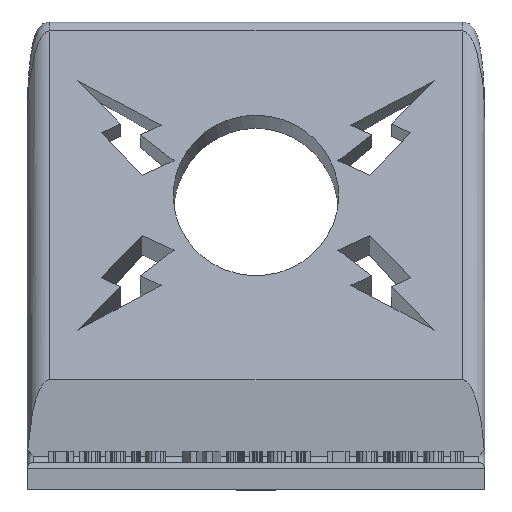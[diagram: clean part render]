
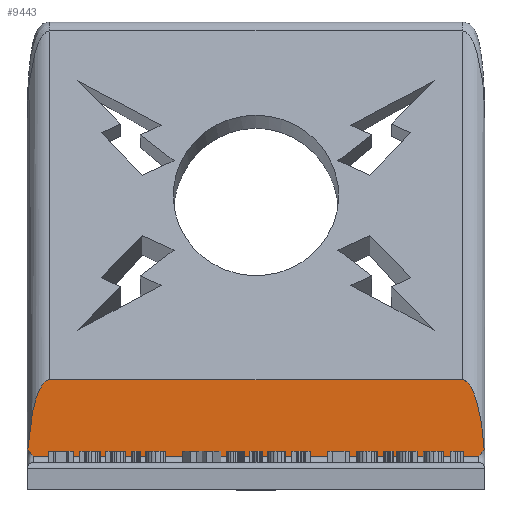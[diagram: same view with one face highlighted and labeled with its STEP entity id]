
A CAD part, front view. The second image highlights one B-rep face of the part: STEP entity #9443.
In plain terms, the highlighted planar face has unit normal (0, -1, 0).
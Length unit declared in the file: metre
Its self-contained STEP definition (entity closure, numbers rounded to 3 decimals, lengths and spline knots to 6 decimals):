
#629=B_SPLINE_CURVE_WITH_KNOTS('',3,(#12936,#12937,#12938,#12939),
 .UNSPECIFIED.,.F.,.F.,(4,4),(0.000664,0.002386),
 .UNSPECIFIED.);
#630=B_SPLINE_CURVE_WITH_KNOTS('',3,(#12945,#12946,#12947,#12948),
 .UNSPECIFIED.,.F.,.F.,(4,4),(0.000664,0.002386),
 .UNSPECIFIED.);
#1048=ELLIPSE('',#9997,0.016602,0.004109);
#1049=ELLIPSE('',#9998,0.016602,0.004109);
#1535=ORIENTED_EDGE('',*,*,#4507,.T.);
#1536=ORIENTED_EDGE('',*,*,#4508,.T.);
#1537=ORIENTED_EDGE('',*,*,#4107,.F.);
#1538=ORIENTED_EDGE('',*,*,#4509,.T.);
#1539=ORIENTED_EDGE('',*,*,#4510,.T.);
#1540=ORIENTED_EDGE('',*,*,#4511,.T.);
#4107=EDGE_CURVE('',#5599,#5596,#6584,.T.);
#4507=EDGE_CURVE('',#5989,#5990,#629,.F.);
#4508=EDGE_CURVE('',#5990,#5596,#1048,.F.);
#4509=EDGE_CURVE('',#5599,#5991,#1049,.F.);
#4510=EDGE_CURVE('',#5991,#5992,#630,.T.);
#4511=EDGE_CURVE('',#5992,#5989,#6744,.F.);
#5596=VERTEX_POINT('',#11658);
#5599=VERTEX_POINT('',#11663);
#5989=VERTEX_POINT('',#12940);
#5990=VERTEX_POINT('',#12941);
#5991=VERTEX_POINT('',#12944);
#5992=VERTEX_POINT('',#12949);
#6584=LINE('',#11664,#7380);
#6744=LINE('',#12950,#7540);
#7380=VECTOR('',#10298,1.);
#7540=VECTOR('',#10500,1.);
#8158=EDGE_LOOP('',(#1535,#1536,#1537,#1538,#1539,#1540));
#8725=FACE_BOUND('',#8158,.T.);
#9265=PLANE('',#9996);
#9443=ADVANCED_FACE('',(#8725),#9265,.F.);
#9996=AXIS2_PLACEMENT_3D('',#12935,#10494,#10495);
#9997=AXIS2_PLACEMENT_3D('',#12942,#10496,#10497);
#9998=AXIS2_PLACEMENT_3D('',#12943,#10498,#10499);
#10298=DIRECTION('',(1.,0.,0.));
#10494=DIRECTION('',(0.,1.,0.));
#10495=DIRECTION('',(0.,0.,1.));
#10496=DIRECTION('',(0.,1.,0.));
#10497=DIRECTION('',(0.,0.,-1.));
#10498=DIRECTION('',(0.,1.,0.));
#10499=DIRECTION('',(0.,0.,1.));
#10500=DIRECTION('',(-1.,0.,0.));
#11658=CARTESIAN_POINT('',(0.078892,-0.020433,0.02));
#11663=CARTESIAN_POINT('',(0.004109,-0.020433,0.02));
#11664=CARTESIAN_POINT('',(-0.075496,-0.020433,0.02));
#12935=CARTESIAN_POINT('',(0.17272,-0.020433,0.01));
#12936=CARTESIAN_POINT('',(0.082871,-0.020433,0.007533));
#12937=CARTESIAN_POINT('',(0.082659,-0.020433,0.006994));
#12938=CARTESIAN_POINT('',(0.082241,-0.020433,0.006571));
#12939=CARTESIAN_POINT('',(0.081835,-0.020433,0.006165));
#12940=CARTESIAN_POINT('',(0.081835,-0.020433,0.006165));
#12941=CARTESIAN_POINT('',(0.082871,-0.020433,0.007533));
#12942=CARTESIAN_POINT('',(0.078892,-0.020433,0.003398));
#12943=CARTESIAN_POINT('',(0.004109,-0.020433,0.003398));
#12944=CARTESIAN_POINT('',(0.000129,-0.020433,0.007532));
#12945=CARTESIAN_POINT('',(0.000129,-0.020433,0.007532));
#12946=CARTESIAN_POINT('',(0.000341,-0.020433,0.006994));
#12947=CARTESIAN_POINT('',(0.000759,-0.020433,0.006571));
#12948=CARTESIAN_POINT('',(0.001165,-0.020433,0.006165));
#12949=CARTESIAN_POINT('',(0.001165,-0.020433,0.006165));
#12950=CARTESIAN_POINT('',(0.083,-0.020433,0.006165));
